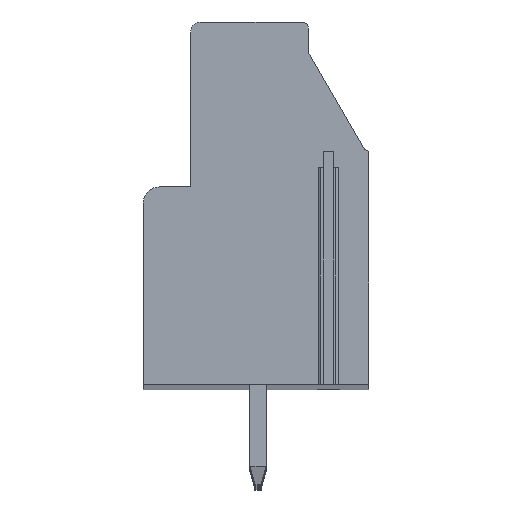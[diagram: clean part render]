
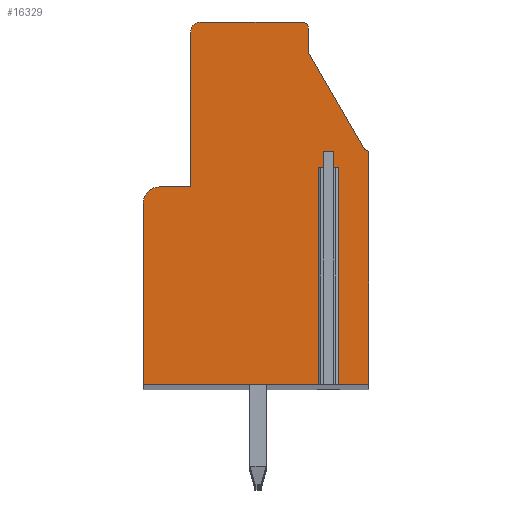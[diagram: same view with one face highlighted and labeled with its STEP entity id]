
A CAD part, top view. The second image highlights one B-rep face of the part: STEP entity #16329.
In plain terms, the highlighted planar face has unit normal (0, 0, 1).
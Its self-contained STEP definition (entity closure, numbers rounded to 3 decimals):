
#5091=DIRECTION('',(-1.,0.,0.));
#5092=VECTOR('',#5091,0.5);
#5093=CARTESIAN_POINT('',(3.85,2.55,3.81));
#5094=LINE('',#5093,#5092);
#5095=DIRECTION('',(0.,1.,0.));
#5096=VECTOR('',#5095,0.8);
#5097=CARTESIAN_POINT('',(3.35,1.75,3.81));
#5098=LINE('',#5097,#5096);
#5099=DIRECTION('',(0.,1.,0.));
#5100=VECTOR('',#5099,10.75);
#5101=CARTESIAN_POINT('',(3.35,-9.,3.81));
#5102=LINE('',#5101,#5100);
#5103=DIRECTION('',(1.,0.,0.));
#5104=VECTOR('',#5103,8.95);
#5105=CARTESIAN_POINT('',(-5.6,-9.,3.81));
#5106=LINE('',#5105,#5104);
#5107=DIRECTION('',(0.,-1.,0.));
#5108=VECTOR('',#5107,9.);
#5109=CARTESIAN_POINT('',(-5.6,0.,3.81));
#5110=LINE('',#5109,#5108);
#5111=CARTESIAN_POINT('',(-4.8,0.,3.81));
#5112=DIRECTION('',(0.,0.,1.));
#5113=DIRECTION('',(0.,1.,0.));
#5114=AXIS2_PLACEMENT_3D('',#5111,#5112,#5113);
#5116=DIRECTION('',(-1.,0.,0.));
#5117=VECTOR('',#5116,1.55);
#5118=CARTESIAN_POINT('',(-3.25,0.8,3.81));
#5119=LINE('',#5118,#5117);
#5120=DIRECTION('',(0.,-1.,0.));
#5121=VECTOR('',#5120,7.7);
#5122=CARTESIAN_POINT('',(-3.25,8.5,3.81));
#5123=LINE('',#5122,#5121);
#5124=CARTESIAN_POINT('',(-2.75,8.5,3.81));
#5125=DIRECTION('',(0.,0.,1.));
#5126=DIRECTION('',(0.,1.,0.));
#5127=AXIS2_PLACEMENT_3D('',#5124,#5125,#5126);
#5129=DIRECTION('',(-1.,0.,0.));
#5130=VECTOR('',#5129,5.05);
#5131=CARTESIAN_POINT('',(2.3,9.,3.81));
#5132=LINE('',#5131,#5130);
#5133=CARTESIAN_POINT('',(2.3,8.7,3.81));
#5134=DIRECTION('',(0.,0.,1.));
#5135=DIRECTION('',(1.,0.,0.));
#5136=AXIS2_PLACEMENT_3D('',#5133,#5134,#5135);
#5138=DIRECTION('',(0.,1.,0.));
#5139=VECTOR('',#5138,1.2);
#5140=CARTESIAN_POINT('',(2.6,7.5,3.81));
#5141=LINE('',#5140,#5139);
#5142=DIRECTION('',(-0.5,0.866,0.));
#5143=VECTOR('',#5142,5.6);
#5144=CARTESIAN_POINT('',(5.4,2.65,3.81));
#5145=LINE('',#5144,#5143);
#5146=CARTESIAN_POINT('',(5.4,2.45,3.81));
#5147=DIRECTION('',(0.,0.,1.));
#5148=DIRECTION('',(1.,0.,0.));
#5149=AXIS2_PLACEMENT_3D('',#5146,#5147,#5148);
#5151=DIRECTION('',(0.,1.,0.));
#5152=VECTOR('',#5151,11.45);
#5153=CARTESIAN_POINT('',(5.6,-9.,3.81));
#5154=LINE('',#5153,#5152);
#5155=DIRECTION('',(1.,0.,0.));
#5156=VECTOR('',#5155,1.75);
#5157=CARTESIAN_POINT('',(3.85,-9.,3.81));
#5158=LINE('',#5157,#5156);
#5159=DIRECTION('',(0.,1.,0.));
#5160=VECTOR('',#5159,10.75);
#5161=CARTESIAN_POINT('',(3.85,-9.,3.81));
#5162=LINE('',#5161,#5160);
#5163=DIRECTION('',(0.,1.,0.));
#5164=VECTOR('',#5163,0.8);
#5165=CARTESIAN_POINT('',(3.85,1.75,3.81));
#5166=LINE('',#5165,#5164);
#7725=CARTESIAN_POINT('',(5.6,-9.,3.81));
#7726=CARTESIAN_POINT('',(5.6,2.45,3.81));
#7727=VERTEX_POINT('',#7725);
#7728=VERTEX_POINT('',#7726);
#7729=CARTESIAN_POINT('',(5.4,2.65,3.81));
#7730=VERTEX_POINT('',#7729);
#7731=CARTESIAN_POINT('',(2.6,7.5,3.81));
#7732=VERTEX_POINT('',#7731);
#7734=CARTESIAN_POINT('',(-5.6,-9.,3.81));
#7736=VERTEX_POINT('',#7734);
#7753=CARTESIAN_POINT('',(3.35,-9.,3.81));
#7754=VERTEX_POINT('',#7753);
#7755=CARTESIAN_POINT('',(3.85,-9.,3.81));
#7756=VERTEX_POINT('',#7755);
#7926=CARTESIAN_POINT('',(-3.25,0.8,3.81));
#7928=VERTEX_POINT('',#7926);
#7933=CARTESIAN_POINT('',(-4.8,0.8,3.81));
#7934=VERTEX_POINT('',#7933);
#7935=CARTESIAN_POINT('',(-5.6,0.,3.81));
#7936=VERTEX_POINT('',#7935);
#7941=CARTESIAN_POINT('',(-2.75,9.,3.81));
#7942=VERTEX_POINT('',#7941);
#7943=CARTESIAN_POINT('',(-3.25,8.5,3.81));
#7944=VERTEX_POINT('',#7943);
#7949=CARTESIAN_POINT('',(2.6,8.7,3.81));
#7950=VERTEX_POINT('',#7949);
#7951=CARTESIAN_POINT('',(2.3,9.,3.81));
#7952=VERTEX_POINT('',#7951);
#7957=CARTESIAN_POINT('',(3.85,2.55,3.81));
#7958=CARTESIAN_POINT('',(3.35,2.55,3.81));
#7959=VERTEX_POINT('',#7957);
#7960=VERTEX_POINT('',#7958);
#7961=CARTESIAN_POINT('',(3.35,1.75,3.81));
#7962=VERTEX_POINT('',#7961);
#7963=CARTESIAN_POINT('',(3.85,1.75,3.81));
#7964=VERTEX_POINT('',#7963);
#16299=CARTESIAN_POINT('',(0.,0.,3.81));
#16300=DIRECTION('',(0.,0.,1.));
#16301=DIRECTION('',(1.,0.,0.));
#16302=AXIS2_PLACEMENT_3D('',#16299,#16300,#16301);
#16303=PLANE('',#16302);
#16305=ORIENTED_EDGE('',*,*,#16304,.T.);
#16307=ORIENTED_EDGE('',*,*,#16306,.F.);
#16309=ORIENTED_EDGE('',*,*,#16308,.F.);
#16310=ORIENTED_EDGE('',*,*,#15976,.F.);
#16311=ORIENTED_EDGE('',*,*,#16292,.F.);
#16312=ORIENTED_EDGE('',*,*,#9793,.F.);
#16313=ORIENTED_EDGE('',*,*,#9809,.F.);
#16314=ORIENTED_EDGE('',*,*,#9821,.F.);
#16315=ORIENTED_EDGE('',*,*,#9836,.F.);
#16316=ORIENTED_EDGE('',*,*,#9851,.F.);
#16317=ORIENTED_EDGE('',*,*,#15704,.F.);
#16318=ORIENTED_EDGE('',*,*,#15719,.F.);
#16319=ORIENTED_EDGE('',*,*,#15732,.F.);
#16320=ORIENTED_EDGE('',*,*,#15746,.F.);
#16321=ORIENTED_EDGE('',*,*,#15760,.F.);
#16322=ORIENTED_EDGE('',*,*,#15988,.F.);
#16324=ORIENTED_EDGE('',*,*,#16323,.T.);
#16326=ORIENTED_EDGE('',*,*,#16325,.T.);
#16327=EDGE_LOOP('',(#16305,#16307,#16309,#16310,#16311,#16312,#16313,#16314,
#16315,#16316,#16317,#16318,#16319,#16320,#16321,#16322,#16324,#16326));
#16328=FACE_OUTER_BOUND('',#16327,.F.);
#5115=CIRCLE('',#5114,0.8);
#5128=CIRCLE('',#5127,0.5);
#5137=CIRCLE('',#5136,0.3);
#5150=CIRCLE('',#5149,0.2);
#9793=EDGE_CURVE('',#7934,#7936,#5115,.T.);
#9809=EDGE_CURVE('',#7928,#7934,#5119,.T.);
#9821=EDGE_CURVE('',#7944,#7928,#5123,.T.);
#9836=EDGE_CURVE('',#7942,#7944,#5128,.T.);
#9851=EDGE_CURVE('',#7952,#7942,#5132,.T.);
#15704=EDGE_CURVE('',#7950,#7952,#5137,.T.);
#15719=EDGE_CURVE('',#7732,#7950,#5141,.T.);
#15732=EDGE_CURVE('',#7730,#7732,#5145,.T.);
#15746=EDGE_CURVE('',#7728,#7730,#5150,.T.);
#15760=EDGE_CURVE('',#7727,#7728,#5154,.T.);
#15976=EDGE_CURVE('',#7736,#7754,#5106,.T.);
#15988=EDGE_CURVE('',#7756,#7727,#5158,.T.);
#16292=EDGE_CURVE('',#7936,#7736,#5110,.T.);
#16304=EDGE_CURVE('',#7959,#7960,#5094,.T.);
#16306=EDGE_CURVE('',#7962,#7960,#5098,.T.);
#16308=EDGE_CURVE('',#7754,#7962,#5102,.T.);
#16323=EDGE_CURVE('',#7756,#7964,#5162,.T.);
#16325=EDGE_CURVE('',#7964,#7959,#5166,.T.);
#16329=ADVANCED_FACE('',(#16328),#16303,.T.);
